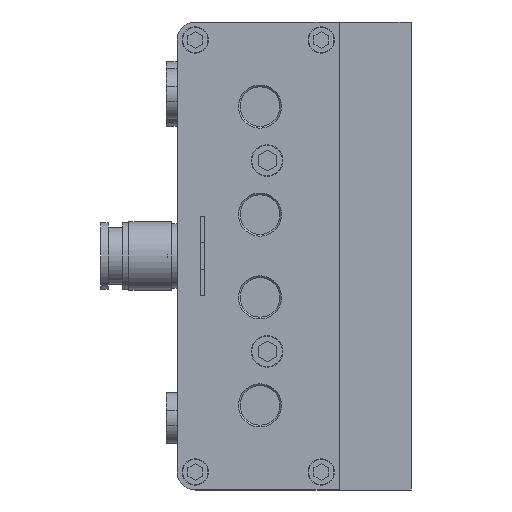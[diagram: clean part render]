
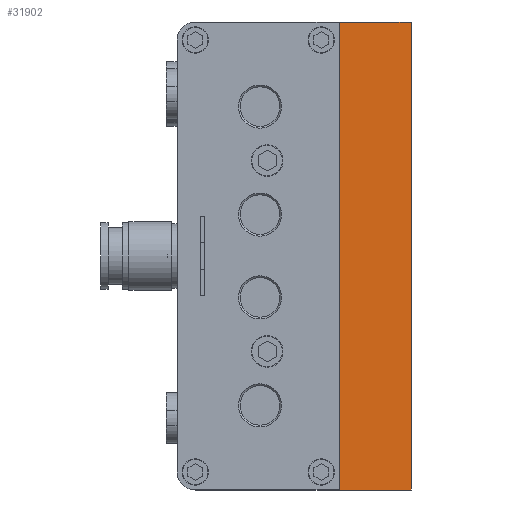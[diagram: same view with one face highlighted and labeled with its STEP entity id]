
A CAD part, left-side view. The second image highlights one B-rep face of the part: STEP entity #31902.
In plain terms, the highlighted planar face has unit normal (-1, 0, 0).
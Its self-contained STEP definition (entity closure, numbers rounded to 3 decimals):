
#206 = CARTESIAN_POINT ( 'NONE',  ( -437., -20., -65. ) ) ;
#347 = LINE ( 'NONE', #33190, #4454 ) ;
#2149 = ORIENTED_EDGE ( 'NONE', *, *, #29969, .F. ) ;
#2493 = CARTESIAN_POINT ( 'NONE',  ( -437., -20., 65. ) ) ;
#3747 = VECTOR ( 'NONE', #19393, 1000. ) ;
#4454 = VECTOR ( 'NONE', #22983, 1000. ) ;
#4671 = EDGE_CURVE ( 'NONE', #7314, #17889, #5752, .T. ) ;
#5752 = LINE ( 'NONE', #6100, #3747 ) ;
#5892 = CARTESIAN_POINT ( 'NONE',  ( -437., -20., 65. ) ) ;
#6100 = CARTESIAN_POINT ( 'NONE',  ( -437., -20., 65. ) ) ;
#7314 = VERTEX_POINT ( 'NONE', #5892 ) ;
#7610 = DIRECTION ( 'NONE',  ( 0., 1., 0. ) ) ;
#7707 = FACE_OUTER_BOUND ( 'NONE', #29993, .T. ) ;
#8233 = ORIENTED_EDGE ( 'NONE', *, *, #33500, .F. ) ;
#9058 = CARTESIAN_POINT ( 'NONE',  ( -437., -20., 65. ) ) ;
#10301 = AXIS2_PLACEMENT_3D ( 'NONE', #2493, #16321, #34965 ) ;
#11715 = VERTEX_POINT ( 'NONE', #206 ) ;
#12322 = ORIENTED_EDGE ( 'NONE', *, *, #23536, .T. ) ;
#13090 = PLANE ( 'NONE',  #10301 ) ;
#13919 = CARTESIAN_POINT ( 'NONE',  ( -437., 0., -65. ) ) ;
#14459 = VERTEX_POINT ( 'NONE', #13919 ) ;
#16321 = DIRECTION ( 'NONE',  ( 1., 0., 0. ) ) ;
#17889 = VERTEX_POINT ( 'NONE', #18633 ) ;
#18386 = LINE ( 'NONE', #32192, #34372 ) ;
#18633 = CARTESIAN_POINT ( 'NONE',  ( -437., 0., 65. ) ) ;
#19393 = DIRECTION ( 'NONE',  ( 0., 1., 0. ) ) ;
#20001 = DIRECTION ( 'NONE',  ( 0., 0., -1. ) ) ;
#22983 = DIRECTION ( 'NONE',  ( 0., 0., -1. ) ) ;
#23536 = EDGE_CURVE ( 'NONE', #17889, #14459, #347, .T. ) ;
#25204 = LINE ( 'NONE', #9058, #29269 ) ;
#29269 = VECTOR ( 'NONE', #20001, 1000. ) ;
#29969 = EDGE_CURVE ( 'NONE', #11715, #14459, #18386, .T. ) ;
#29993 = EDGE_LOOP ( 'NONE', ( #12322, #2149, #8233, #33065 ) ) ;
#31902 = ADVANCED_FACE ( 'NONE', ( #7707 ), #13090, .F. ) ;
#32192 = CARTESIAN_POINT ( 'NONE',  ( -437., -20., -65. ) ) ;
#33065 = ORIENTED_EDGE ( 'NONE', *, *, #4671, .T. ) ;
#33190 = CARTESIAN_POINT ( 'NONE',  ( -437., 0., 65. ) ) ;
#33500 = EDGE_CURVE ( 'NONE', #7314, #11715, #25204, .T. ) ;
#34372 = VECTOR ( 'NONE', #7610, 1000. ) ;
#34965 = DIRECTION ( 'NONE',  ( 0., 0., -1. ) ) ;
